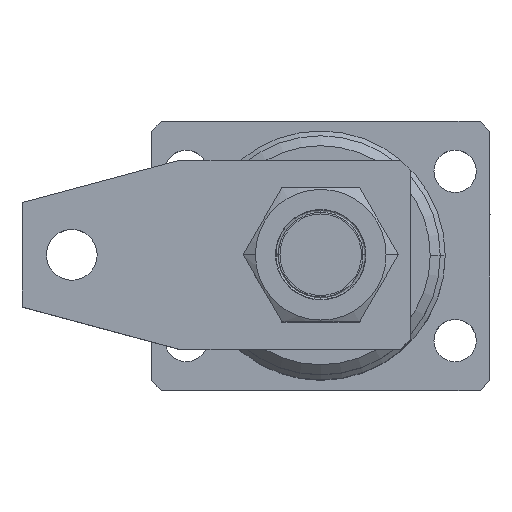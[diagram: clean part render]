
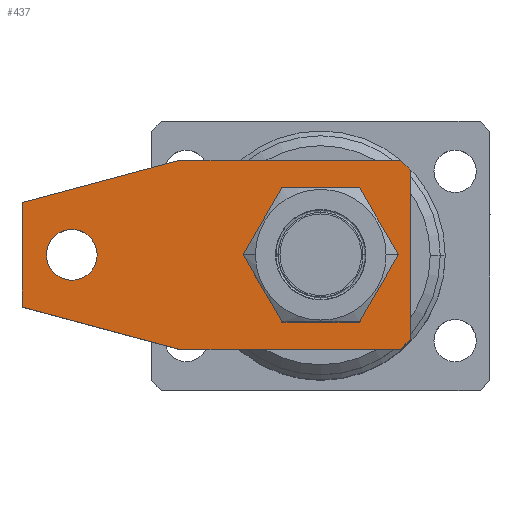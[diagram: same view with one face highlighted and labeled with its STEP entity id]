
A CAD part, top view. The second image highlights one B-rep face of the part: STEP entity #437.
In plain terms, the highlighted face is planar.
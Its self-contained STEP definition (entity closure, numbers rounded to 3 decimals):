
#437 = ADVANCED_FACE ( 'NONE', ( #3048, #3044, #3045 ), #3434, .F. ) ;
#1069 = DIRECTION ( 'NONE',  ( 0., -1., 0. ) ) ;
#1083 = DIRECTION ( 'NONE',  ( 1., 0., 0. ) ) ;
#1115 = CARTESIAN_POINT ( 'NONE',  ( -18., 19., 0. ) ) ;
#1140 = EDGE_LOOP ( 'NONE', ( #2121, #2106 ) ) ;
#1180 = EDGE_LOOP ( 'NONE', ( #2100, #2145 ) ) ;
#1181 = EDGE_LOOP ( 'NONE', ( #1844, #1843, #1841, #1850, #1947, #1829, #1852, #1911 ) ) ;
#1252 = VERTEX_POINT ( 'NONE', #3702 ) ;
#1253 = VERTEX_POINT ( 'NONE', #3734 ) ;
#1255 = VERTEX_POINT ( 'NONE', #3718 ) ;
#1262 = VERTEX_POINT ( 'NONE', #3697 ) ;
#1295 = VERTEX_POINT ( 'NONE', #3672 ) ;
#1304 = VERTEX_POINT ( 'NONE', #3661 ) ;
#1313 = VERTEX_POINT ( 'NONE', #1680 ) ;
#1315 = VERTEX_POINT ( 'NONE', #1679 ) ;
#1346 = VERTEX_POINT ( 'NONE', #1636 ) ;
#1367 = VERTEX_POINT ( 'NONE', #1629 ) ;
#1379 = VERTEX_POINT ( 'NONE', #1610 ) ;
#1406 = VERTEX_POINT ( 'NONE', #1573 ) ;
#1541 = DIRECTION ( 'NONE',  ( -0.966, 0., -0.259 ) ) ;
#1547 = DIRECTION ( 'NONE',  ( 0., 0., -1. ) ) ;
#1549 = CARTESIAN_POINT ( 'NONE',  ( -78., 19., 19. ) ) ;
#1553 = CARTESIAN_POINT ( 'NONE',  ( -46.278, 19., 19. ) ) ;
#1555 = DIRECTION ( 'NONE',  ( 0.966, 0., -0.259 ) ) ;
#1571 = CARTESIAN_POINT ( 'NONE',  ( -78., 19., -10.5 ) ) ;
#1573 = CARTESIAN_POINT ( 'NONE',  ( -46.278, 19., 19. ) ) ;
#1575 = DIRECTION ( 'NONE',  ( -0.707, 0., -0.707 ) ) ;
#1577 = CARTESIAN_POINT ( 'NONE',  ( 0., 19., -17. ) ) ;
#1580 = CARTESIAN_POINT ( 'NONE',  ( 0., 19., -19. ) ) ;
#1586 = CARTESIAN_POINT ( 'NONE',  ( -2., 19., 19. ) ) ;
#1594 = DIRECTION ( 'NONE',  ( -1., 0., 0. ) ) ;
#1597 = DIRECTION ( 'NONE',  ( 0.707, 0., -0.707 ) ) ;
#1598 = DIRECTION ( 'NONE',  ( -1., 0., 0. ) ) ;
#1599 = DIRECTION ( 'NONE',  ( 0., 0., 1. ) ) ;
#1600 = DIRECTION ( 'NONE',  ( 0., 1., 0. ) ) ;
#1601 = CARTESIAN_POINT ( 'NONE',  ( -68., 19., 0. ) ) ;
#1602 = CARTESIAN_POINT ( 'NONE',  ( 0., 19., 19. ) ) ;
#1610 = CARTESIAN_POINT ( 'NONE',  ( 0., 19., 17. ) ) ;
#1615 = DIRECTION ( 'NONE',  ( 1., 0., 0. ) ) ;
#1617 = DIRECTION ( 'NONE',  ( 0., -1., 0. ) ) ;
#1618 = CARTESIAN_POINT ( 'NONE',  ( -18., 19., 0. ) ) ;
#1629 = CARTESIAN_POINT ( 'NONE',  ( -68., 19., -5.1 ) ) ;
#1636 = CARTESIAN_POINT ( 'NONE',  ( -18., 19., 9.5 ) ) ;
#1661 = CARTESIAN_POINT ( 'NONE',  ( 0., 19., 19. ) ) ;
#1663 = DIRECTION ( 'NONE',  ( 0., 0., -1. ) ) ;
#1664 = DIRECTION ( 'NONE',  ( 0., 0., 1. ) ) ;
#1667 = DIRECTION ( 'NONE',  ( 0., 1., 0. ) ) ;
#1668 = CARTESIAN_POINT ( 'NONE',  ( -68., 19., 0. ) ) ;
#1679 = CARTESIAN_POINT ( 'NONE',  ( -68., 19., 5.1 ) ) ;
#1680 = CARTESIAN_POINT ( 'NONE',  ( -46.278, 19., -19. ) ) ;
#1829 = ORIENTED_EDGE ( 'NONE', *, *, #3212, .F. ) ;
#1841 = ORIENTED_EDGE ( 'NONE', *, *, #3191, .T. ) ;
#1843 = ORIENTED_EDGE ( 'NONE', *, *, #3205, .T. ) ;
#1844 = ORIENTED_EDGE ( 'NONE', *, *, #3203, .F. ) ;
#1850 = ORIENTED_EDGE ( 'NONE', *, *, #3208, .T. ) ;
#1852 = ORIENTED_EDGE ( 'NONE', *, *, #3214, .F. ) ;
#1911 = ORIENTED_EDGE ( 'NONE', *, *, #3216, .F. ) ;
#1947 = ORIENTED_EDGE ( 'NONE', *, *, #3210, .T. ) ;
#2100 = ORIENTED_EDGE ( 'NONE', *, *, #3199, .T. ) ;
#2106 = ORIENTED_EDGE ( 'NONE', *, *, #3187, .F. ) ;
#2121 = ORIENTED_EDGE ( 'NONE', *, *, #3201, .F. ) ;
#2145 = ORIENTED_EDGE ( 'NONE', *, *, #2896, .T. ) ;
#2394 = VECTOR ( 'NONE', #1541, 1000. ) ;
#2398 = VECTOR ( 'NONE', #1547, 1000. ) ;
#2399 = LINE ( 'NONE', #1553, #2394 ) ;
#2401 = LINE ( 'NONE', #1549, #2398 ) ;
#2402 = VECTOR ( 'NONE', #1555, 1000. ) ;
#2406 = VECTOR ( 'NONE', #1594, 1000. ) ;
#2408 = LINE ( 'NONE', #1580, #2406 ) ;
#2409 = VECTOR ( 'NONE', #1575, 1000. ) ;
#2412 = LINE ( 'NONE', #1577, #2409 ) ;
#2414 = LINE ( 'NONE', #1571, #2402 ) ;
#2415 = VECTOR ( 'NONE', #1597, 1000. ) ;
#2418 = VECTOR ( 'NONE', #1598, 1000. ) ;
#2419 = LINE ( 'NONE', #1586, #2415 ) ;
#2423 = CIRCLE ( 'NONE', #2746, 5.1 ) ;
#2426 = CIRCLE ( 'NONE', #2748, 9.5 ) ;
#2430 = LINE ( 'NONE', #1602, #2418 ) ;
#2437 = VECTOR ( 'NONE', #1663, 1000. ) ;
#2439 = LINE ( 'NONE', #1661, #2437 ) ;
#2445 = CIRCLE ( 'NONE', #2752, 5.1 ) ;
#2462 = CIRCLE ( 'NONE', #2757, 9.5 ) ;
#2746 = AXIS2_PLACEMENT_3D ( 'NONE', #1601, #1600, #1599 ) ;
#2748 = AXIS2_PLACEMENT_3D ( 'NONE', #1618, #1617, #1615 ) ;
#2752 = AXIS2_PLACEMENT_3D ( 'NONE', #1668, #1667, #1664 ) ;
#2757 = AXIS2_PLACEMENT_3D ( 'NONE', #1115, #1069, #1083 ) ;
#2823 = AXIS2_PLACEMENT_3D ( 'NONE', #3436, #3440, #3431 ) ;
#2896 = EDGE_CURVE ( 'NONE', #1346, #1255, #2462, .T. ) ;
#3044 = FACE_BOUND ( 'NONE', #1140, .T. ) ;
#3045 = FACE_OUTER_BOUND ( 'NONE', #1181, .T. ) ;
#3048 = FACE_BOUND ( 'NONE', #1180, .T. ) ;
#3187 = EDGE_CURVE ( 'NONE', #1367, #1315, #2445, .T. ) ;
#3191 = EDGE_CURVE ( 'NONE', #1379, #1304, #2439, .T. ) ;
#3199 = EDGE_CURVE ( 'NONE', #1255, #1346, #2426, .T. ) ;
#3201 = EDGE_CURVE ( 'NONE', #1315, #1367, #2423, .T. ) ;
#3203 = EDGE_CURVE ( 'NONE', #1262, #1406, #2430, .T. ) ;
#3205 = EDGE_CURVE ( 'NONE', #1262, #1379, #2419, .T. ) ;
#3208 = EDGE_CURVE ( 'NONE', #1304, #1252, #2412, .T. ) ;
#3210 = EDGE_CURVE ( 'NONE', #1252, #1313, #2408, .T. ) ;
#3212 = EDGE_CURVE ( 'NONE', #1253, #1313, #2414, .T. ) ;
#3214 = EDGE_CURVE ( 'NONE', #1295, #1253, #2401, .T. ) ;
#3216 = EDGE_CURVE ( 'NONE', #1406, #1295, #2399, .T. ) ;
#3431 = DIRECTION ( 'NONE',  ( 1., 0., 0. ) ) ;
#3434 = PLANE ( 'NONE',  #2823 ) ;
#3436 = CARTESIAN_POINT ( 'NONE',  ( 0., 19., 19. ) ) ;
#3440 = DIRECTION ( 'NONE',  ( 0., -1., 0. ) ) ;
#3661 = CARTESIAN_POINT ( 'NONE',  ( 0., 19., -17. ) ) ;
#3672 = CARTESIAN_POINT ( 'NONE',  ( -78., 19., 10.5 ) ) ;
#3697 = CARTESIAN_POINT ( 'NONE',  ( -2., 19., 19. ) ) ;
#3702 = CARTESIAN_POINT ( 'NONE',  ( -2., 19., -19. ) ) ;
#3718 = CARTESIAN_POINT ( 'NONE',  ( -18., 19., -9.5 ) ) ;
#3734 = CARTESIAN_POINT ( 'NONE',  ( -78., 19., -10.5 ) ) ;
